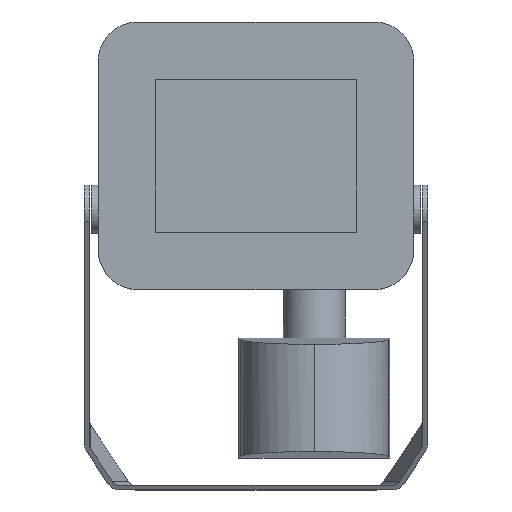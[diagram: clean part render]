
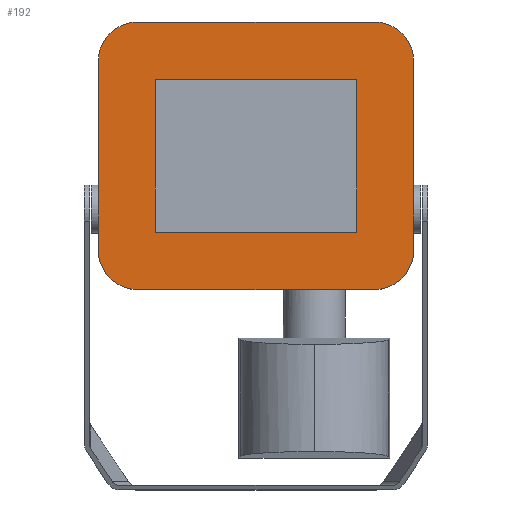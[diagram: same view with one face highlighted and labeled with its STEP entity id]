
A CAD part, top view. The second image highlights one B-rep face of the part: STEP entity #192.
In plain terms, the highlighted planar face has unit normal (0, 0, 1).
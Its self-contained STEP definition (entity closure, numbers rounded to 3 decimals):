
#10 = EDGE_CURVE ( 'NONE', #2439, #1597, #460, .T. ) ;
#71 = EDGE_LOOP ( 'NONE', ( #2935, #472, #1863, #717, #2085, #639, #2512, #2735 ) ) ;
#192 = ADVANCED_FACE ( 'NONE', ( #2299, #345 ), #1575, .T. ) ;
#226 = DIRECTION ( 'NONE',  ( -1., 0., 0. ) ) ;
#271 = DIRECTION ( 'NONE',  ( 0., 0., 1. ) ) ;
#281 = AXIS2_PLACEMENT_3D ( 'NONE', #2395, #1915, #970 ) ;
#345 = FACE_BOUND ( 'NONE', #2786, .T. ) ;
#352 = CARTESIAN_POINT ( 'NONE',  ( 46., 38.893, 0. ) ) ;
#356 = CARTESIAN_POINT ( 'NONE',  ( -46., 27.393, 0. ) ) ;
#391 = CARTESIAN_POINT ( 'NONE',  ( -29.3, -22.407, 0. ) ) ;
#460 = LINE ( 'NONE', #923, #2876 ) ;
#472 = ORIENTED_EDGE ( 'NONE', *, *, #2332, .T. ) ;
#480 = CARTESIAN_POINT ( 'NONE',  ( 29.3, 22.193, 0. ) ) ;
#505 = DIRECTION ( 'NONE',  ( 0., -1., 0. ) ) ;
#509 = AXIS2_PLACEMENT_3D ( 'NONE', #1637, #1585, #1154 ) ;
#585 = AXIS2_PLACEMENT_3D ( 'NONE', #2431, #271, #226 ) ;
#586 = CIRCLE ( 'NONE', #281, 11.5 ) ;
#612 = DIRECTION ( 'NONE',  ( -1., 0., 0. ) ) ;
#639 = ORIENTED_EDGE ( 'NONE', *, *, #1205, .T. ) ;
#692 = CARTESIAN_POINT ( 'NONE',  ( 34.5, 27.393, 0. ) ) ;
#717 = ORIENTED_EDGE ( 'NONE', *, *, #2289, .T. ) ;
#823 = CARTESIAN_POINT ( 'NONE',  ( 34.5, 38.893, 0. ) ) ;
#836 = CARTESIAN_POINT ( 'NONE',  ( -34.5, 38.893, 0. ) ) ;
#851 = VERTEX_POINT ( 'NONE', #3065 ) ;
#867 = LINE ( 'NONE', #2275, #2537 ) ;
#904 = DIRECTION ( 'NONE',  ( 0., -1., 0. ) ) ;
#923 = CARTESIAN_POINT ( 'NONE',  ( 29.3, 22.193, 0. ) ) ;
#957 = AXIS2_PLACEMENT_3D ( 'NONE', #2483, #1823, #1279 ) ;
#970 = DIRECTION ( 'NONE',  ( -1., 0., 0. ) ) ;
#988 = CARTESIAN_POINT ( 'NONE',  ( -46., 38.893, 0. ) ) ;
#1006 = CARTESIAN_POINT ( 'NONE',  ( -29.3, 22.193, 0. ) ) ;
#1042 = CIRCLE ( 'NONE', #585, 11.5 ) ;
#1117 = EDGE_CURVE ( 'NONE', #2439, #2754, #1209, .T. ) ;
#1137 = EDGE_CURVE ( 'NONE', #2754, #2126, #3131, .T. ) ;
#1154 = DIRECTION ( 'NONE',  ( -1., 0., 0. ) ) ;
#1205 = EDGE_CURVE ( 'NONE', #2568, #3044, #1042, .T. ) ;
#1209 = LINE ( 'NONE', #480, #2258 ) ;
#1236 = VERTEX_POINT ( 'NONE', #836 ) ;
#1279 = DIRECTION ( 'NONE',  ( -1., 0., 0. ) ) ;
#1295 = CARTESIAN_POINT ( 'NONE',  ( -29.3, 22.193, 0. ) ) ;
#1296 = VERTEX_POINT ( 'NONE', #356 ) ;
#1304 = EDGE_CURVE ( 'NONE', #3044, #851, #1319, .T. ) ;
#1319 = LINE ( 'NONE', #2127, #1654 ) ;
#1340 = CARTESIAN_POINT ( 'NONE',  ( -34.5, -39.107, 0. ) ) ;
#1376 = CARTESIAN_POINT ( 'NONE',  ( 29.3, -22.407, 0. ) ) ;
#1433 = LINE ( 'NONE', #988, #1960 ) ;
#1453 = EDGE_CURVE ( 'NONE', #1296, #2568, #1433, .T. ) ;
#1459 = EDGE_CURVE ( 'NONE', #851, #2614, #586, .T. ) ;
#1523 = ORIENTED_EDGE ( 'NONE', *, *, #1829, .T. ) ;
#1563 = CARTESIAN_POINT ( 'NONE',  ( -46., -27.607, 0. ) ) ;
#1570 = EDGE_CURVE ( 'NONE', #2614, #1891, #2487, .T. ) ;
#1575 = PLANE ( 'NONE',  #957 ) ;
#1585 = DIRECTION ( 'NONE',  ( 0., 0., 1. ) ) ;
#1595 = CARTESIAN_POINT ( 'NONE',  ( 46., 27.393, 0. ) ) ;
#1597 = VERTEX_POINT ( 'NONE', #2091 ) ;
#1636 = CIRCLE ( 'NONE', #509, 11.5 ) ;
#1637 = CARTESIAN_POINT ( 'NONE',  ( -34.5, 27.393, 0. ) ) ;
#1652 = DIRECTION ( 'NONE',  ( -1., 0., 0. ) ) ;
#1654 = VECTOR ( 'NONE', #2321, 1000. ) ;
#1714 = DIRECTION ( 'NONE',  ( -1., 0., 0. ) ) ;
#1726 = CIRCLE ( 'NONE', #2394, 11.5 ) ;
#1823 = DIRECTION ( 'NONE',  ( 0., 0., 1. ) ) ;
#1829 = EDGE_CURVE ( 'NONE', #1597, #2126, #2682, .T. ) ;
#1830 = ORIENTED_EDGE ( 'NONE', *, *, #1137, .F. ) ;
#1863 = ORIENTED_EDGE ( 'NONE', *, *, #2153, .T. ) ;
#1891 = VERTEX_POINT ( 'NONE', #1595 ) ;
#1902 = VECTOR ( 'NONE', #2769, 1000. ) ;
#1915 = DIRECTION ( 'NONE',  ( 0., 0., 1. ) ) ;
#1927 = DIRECTION ( 'NONE',  ( 0., -1., 0. ) ) ;
#1960 = VECTOR ( 'NONE', #1927, 1000. ) ;
#2085 = ORIENTED_EDGE ( 'NONE', *, *, #1453, .T. ) ;
#2087 = VERTEX_POINT ( 'NONE', #823 ) ;
#2091 = CARTESIAN_POINT ( 'NONE',  ( 29.3, -22.407, 0. ) ) ;
#2125 = DIRECTION ( 'NONE',  ( 0., 0., 1. ) ) ;
#2126 = VERTEX_POINT ( 'NONE', #391 ) ;
#2127 = CARTESIAN_POINT ( 'NONE',  ( -46., -39.107, 0. ) ) ;
#2153 = EDGE_CURVE ( 'NONE', #2087, #1236, #867, .T. ) ;
#2242 = ORIENTED_EDGE ( 'NONE', *, *, #10, .T. ) ;
#2258 = VECTOR ( 'NONE', #1714, 1000. ) ;
#2275 = CARTESIAN_POINT ( 'NONE',  ( -46., 38.893, 0. ) ) ;
#2289 = EDGE_CURVE ( 'NONE', #1236, #1296, #1636, .T. ) ;
#2299 = FACE_OUTER_BOUND ( 'NONE', #71, .T. ) ;
#2321 = DIRECTION ( 'NONE',  ( 1., 0., 0. ) ) ;
#2332 = EDGE_CURVE ( 'NONE', #1891, #2087, #1726, .T. ) ;
#2342 = CARTESIAN_POINT ( 'NONE',  ( 46., -27.607, 0. ) ) ;
#2394 = AXIS2_PLACEMENT_3D ( 'NONE', #692, #2125, #1652 ) ;
#2395 = CARTESIAN_POINT ( 'NONE',  ( 34.5, -27.607, 0. ) ) ;
#2414 = VECTOR ( 'NONE', #2982, 1000. ) ;
#2431 = CARTESIAN_POINT ( 'NONE',  ( -34.5, -27.607, 0. ) ) ;
#2439 = VERTEX_POINT ( 'NONE', #2883 ) ;
#2483 = CARTESIAN_POINT ( 'NONE',  ( 0., -0.107, 0. ) ) ;
#2487 = LINE ( 'NONE', #352, #2414 ) ;
#2512 = ORIENTED_EDGE ( 'NONE', *, *, #1304, .T. ) ;
#2537 = VECTOR ( 'NONE', #612, 1000. ) ;
#2568 = VERTEX_POINT ( 'NONE', #1563 ) ;
#2614 = VERTEX_POINT ( 'NONE', #2342 ) ;
#2682 = LINE ( 'NONE', #1376, #1902 ) ;
#2735 = ORIENTED_EDGE ( 'NONE', *, *, #1459, .T. ) ;
#2754 = VERTEX_POINT ( 'NONE', #1295 ) ;
#2769 = DIRECTION ( 'NONE',  ( -1., 0., 0. ) ) ;
#2786 = EDGE_LOOP ( 'NONE', ( #2843, #2242, #1523, #1830 ) ) ;
#2843 = ORIENTED_EDGE ( 'NONE', *, *, #1117, .F. ) ;
#2876 = VECTOR ( 'NONE', #904, 1000. ) ;
#2883 = CARTESIAN_POINT ( 'NONE',  ( 29.3, 22.193, 0. ) ) ;
#2935 = ORIENTED_EDGE ( 'NONE', *, *, #1570, .T. ) ;
#2982 = DIRECTION ( 'NONE',  ( 0., 1., 0. ) ) ;
#3044 = VERTEX_POINT ( 'NONE', #1340 ) ;
#3065 = CARTESIAN_POINT ( 'NONE',  ( 34.5, -39.107, 0. ) ) ;
#3073 = VECTOR ( 'NONE', #505, 1000. ) ;
#3131 = LINE ( 'NONE', #1006, #3073 ) ;
